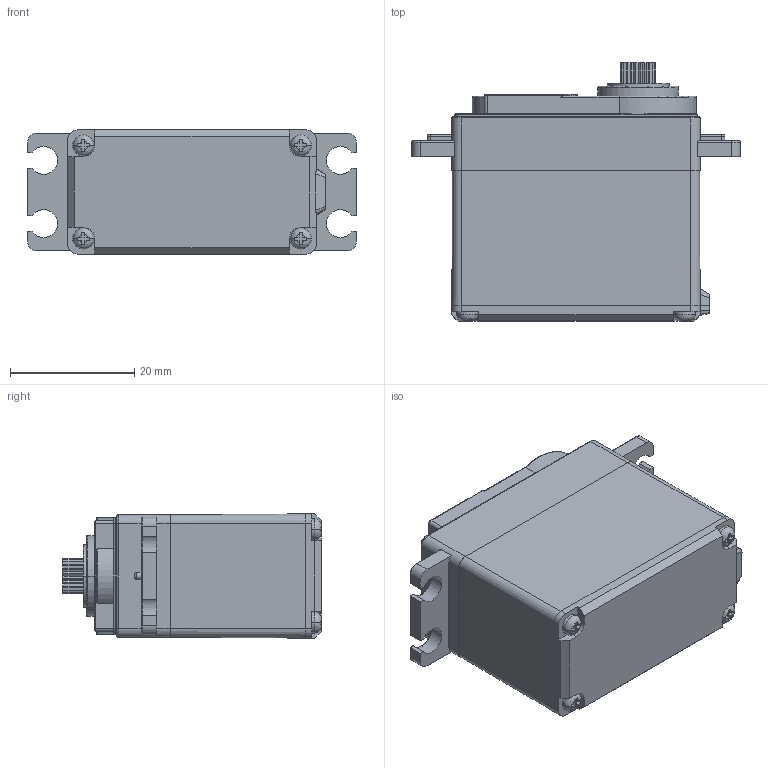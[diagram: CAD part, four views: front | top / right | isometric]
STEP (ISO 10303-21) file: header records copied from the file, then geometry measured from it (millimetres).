
FILE_DESCRIPTION((''),'2;1');
FILE_NAME('HS-322HD_ASM','2017-08-30T',('servo-csw'),(''),'CREO PARAMETRIC BY PTC INC, 2014440','CREO PARAMETRIC BY PTC INC, 2014440','');
FILE_SCHEMA(('CONFIG_CONTROL_DESIGN'));
Length unit declared in the file: millimetre
Products named in the file (2): _HS-322HD; HS-322HD_ASM
Assembly tree (1 placements, depth 2):
  HS-322HD_ASM
    _HS-322HD
Bounding box: 53 x 41.6 x 20 mm (x, y, z)
Volume: 28543.2 mm3; surface area: 7324.7 mm2
Topology: 1 solids, 10 shells, 397 faces, 1005 edges, 642 vertices
Faces by surface type: plane 234, cylinder 120, torus 27, bspline 12, cone 4
Entity records: 14258 total; most frequent: CARTESIAN_POINT 2844, ORIENTED_EDGE 2010, DIRECTION 1956, EDGE_CURVE 1005, AXIS2_PLACEMENT_3D 662, VERTEX_POINT 642, VECTOR 632, LINE 632
